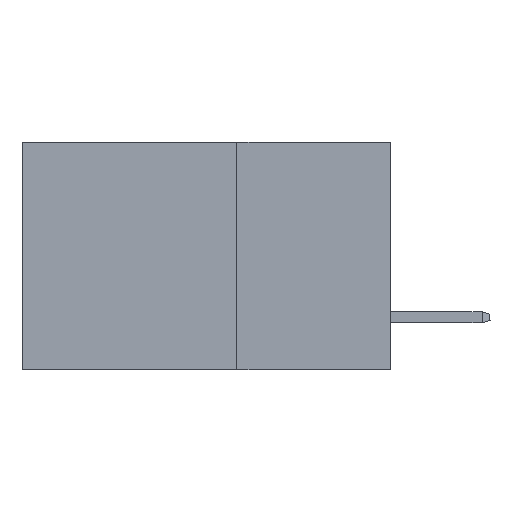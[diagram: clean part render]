
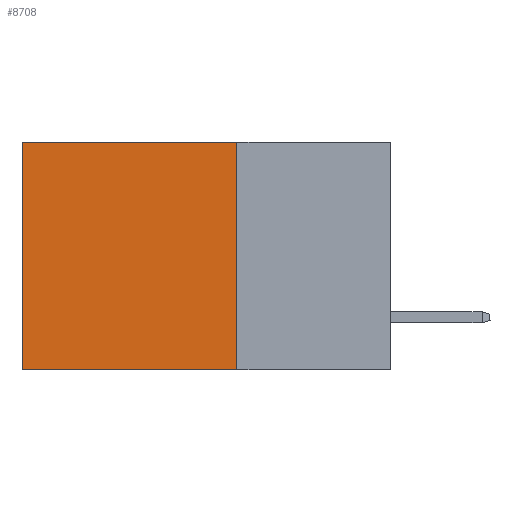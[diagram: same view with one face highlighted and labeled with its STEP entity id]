
A CAD part, left-side view. The second image highlights one B-rep face of the part: STEP entity #8708.
In plain terms, the highlighted planar face has unit normal (-1, 0, 0).
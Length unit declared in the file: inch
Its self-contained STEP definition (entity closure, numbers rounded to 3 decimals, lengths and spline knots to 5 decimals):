
#1338 = CARTESIAN_POINT ( 'NONE',  ( 0.2875, 0.25, 0. ) ) ;
#2095 = DIRECTION ( 'NONE',  ( 0., 0., -1. ) ) ;
#2122 = LINE ( 'NONE', #26349, #12927 ) ;
#2282 = VERTEX_POINT ( 'NONE', #2701 ) ;
#2701 = CARTESIAN_POINT ( 'NONE',  ( 0.2875, 0.6, 0. ) ) ;
#4581 = CARTESIAN_POINT ( 'NONE',  ( 0.2875, 0.6, -0.37 ) ) ;
#4824 = ORIENTED_EDGE ( 'NONE', *, *, #13120, .F. ) ;
#5090 = LINE ( 'NONE', #17824, #12686 ) ;
#6292 = AXIS2_PLACEMENT_3D ( 'NONE', #22508, #29655, #2095 ) ;
#6471 = DIRECTION ( 'NONE',  ( 0., 1., 0. ) ) ;
#6533 = LINE ( 'NONE', #15562, #14098 ) ;
#6605 = ORIENTED_EDGE ( 'NONE', *, *, #28631, .T. ) ;
#8708 = ADVANCED_FACE ( 'NONE', ( #19056 ), #29559, .F. ) ;
#8896 = EDGE_CURVE ( 'NONE', #20431, #2282, #15479, .T. ) ;
#9288 = VECTOR ( 'NONE', #27172, 39.37008 ) ;
#11762 = ORIENTED_EDGE ( 'NONE', *, *, #8896, .T. ) ;
#12686 = VECTOR ( 'NONE', #25796, 39.37008 ) ;
#12927 = VECTOR ( 'NONE', #21940, 39.37008 ) ;
#13120 = EDGE_CURVE ( 'NONE', #20431, #14458, #5090, .T. ) ;
#14098 = VECTOR ( 'NONE', #6471, 39.37008 ) ;
#14458 = VERTEX_POINT ( 'NONE', #15456 ) ;
#15456 = CARTESIAN_POINT ( 'NONE',  ( 0.2875, 0.25, -0.37 ) ) ;
#15479 = LINE ( 'NONE', #29697, #9288 ) ;
#15562 = CARTESIAN_POINT ( 'NONE',  ( 0.2875, 0.25, -0.37 ) ) ;
#16773 = EDGE_CURVE ( 'NONE', #14458, #27430, #6533, .T. ) ;
#17824 = CARTESIAN_POINT ( 'NONE',  ( 0.2875, 0.25, 0. ) ) ;
#19056 = FACE_OUTER_BOUND ( 'NONE', #25941, .T. ) ;
#20431 = VERTEX_POINT ( 'NONE', #1338 ) ;
#21940 = DIRECTION ( 'NONE',  ( 0., 0., -1. ) ) ;
#22145 = ORIENTED_EDGE ( 'NONE', *, *, #16773, .F. ) ;
#22508 = CARTESIAN_POINT ( 'NONE',  ( 0.2875, 0.25, 0. ) ) ;
#25796 = DIRECTION ( 'NONE',  ( 0., 0., -1. ) ) ;
#25941 = EDGE_LOOP ( 'NONE', ( #6605, #22145, #4824, #11762 ) ) ;
#26349 = CARTESIAN_POINT ( 'NONE',  ( 0.2875, 0.6, 0. ) ) ;
#27172 = DIRECTION ( 'NONE',  ( 0., 1., 0. ) ) ;
#27430 = VERTEX_POINT ( 'NONE', #4581 ) ;
#28631 = EDGE_CURVE ( 'NONE', #2282, #27430, #2122, .T. ) ;
#29559 = PLANE ( 'NONE',  #6292 ) ;
#29655 = DIRECTION ( 'NONE',  ( 1., 0., 0. ) ) ;
#29697 = CARTESIAN_POINT ( 'NONE',  ( 0.2875, 0.25, 0. ) ) ;
